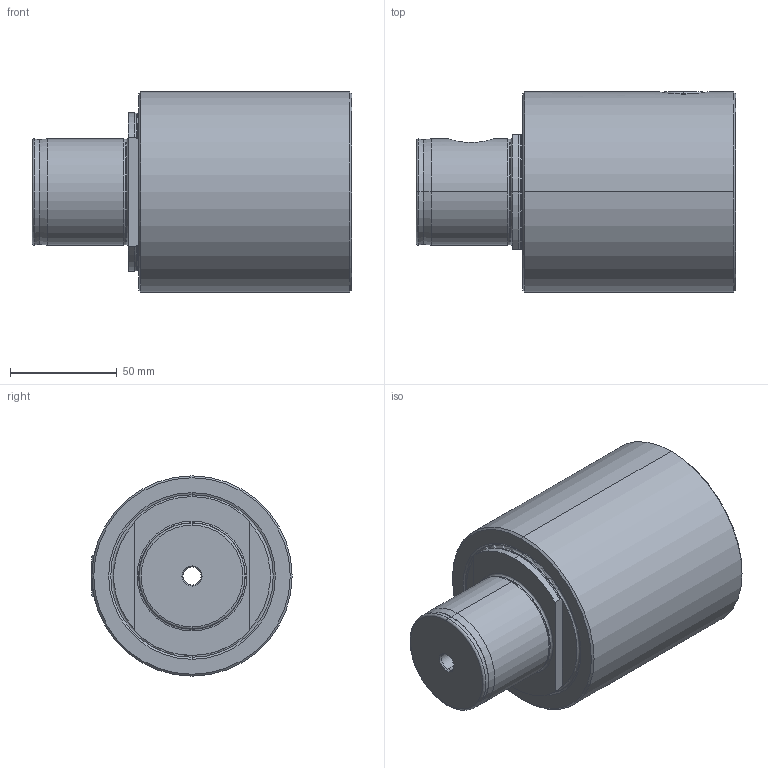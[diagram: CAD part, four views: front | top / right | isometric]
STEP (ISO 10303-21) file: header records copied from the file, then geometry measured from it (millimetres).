
FILE_DESCRIPTION (( 'STEP AP214' ), '1' );
FILE_NAME ('MB9-MB9.K01.100.STEP', '2017-10-24T09:47:14', ( 'SWIAdmin' ), ( 'Hewlett-Packard Company' ), 'SwSTEP 2.0', 'SolidWorks 2017', '' );
FILE_SCHEMA (( 'AUTOMOTIVE_DESIGN' ));
Length unit declared in the file: millimetre
Products named in the file (3): MB9-MB9.K01.100; MB9-ER1.001.032_A; MB9-MB9.K01.100_B
Assembly tree (2 placements, depth 2):
  MB9-MB9.K01.100
    MB9-MB9.K01.100_B
    MB9-ER1.001.032_A
Bounding box: 150 x 94 x 94 mm (x, y, z)
Volume: 680412.4 mm3; surface area: 66007.3 mm2
Topology: 2 solids, 2 shells, 129 faces, 303 edges, 179 vertices
Faces by surface type: cone 41, cylinder 34, plane 34, torus 20
Entity records: 4316 total; most frequent: CARTESIAN_POINT 1163, DIRECTION 689, ORIENTED_EDGE 602, EDGE_CURVE 301, AXIS2_PLACEMENT_3D 288, VERTEX_POINT 179, CIRCLE 154, EDGE_LOOP 138
